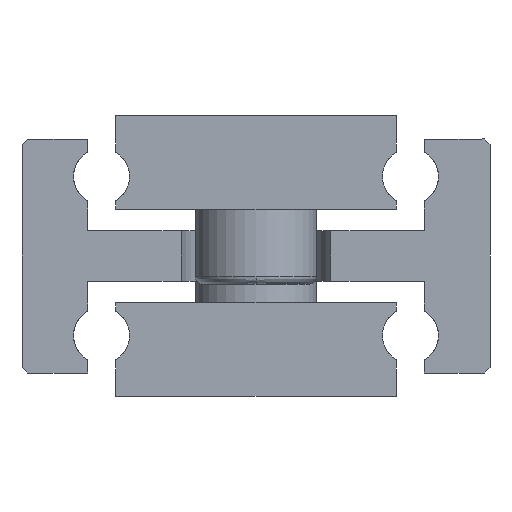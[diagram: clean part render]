
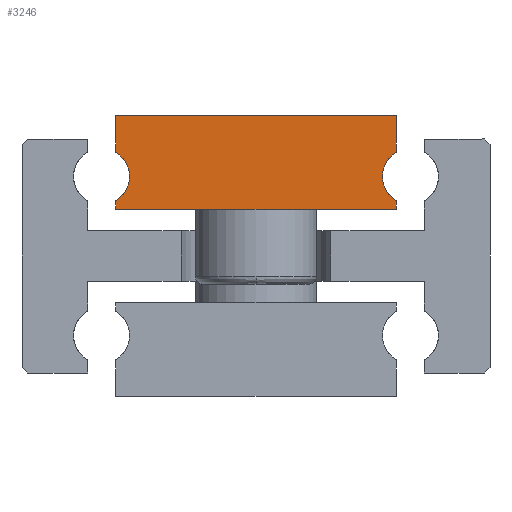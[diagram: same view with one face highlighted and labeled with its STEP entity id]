
A CAD part, front view. The second image highlights one B-rep face of the part: STEP entity #3246.
In plain terms, the highlighted planar face has unit normal (0, -1, 0).
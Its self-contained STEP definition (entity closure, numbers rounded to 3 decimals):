
#2082=CARTESIAN_POINT('',(-13.5,-250.0,0.));
#2083=VERTEX_POINT('',#2082);
#2092=CARTESIAN_POINT('',(-15.0,-250.0,2.598));
#2093=VERTEX_POINT('',#2092);
#2094=CARTESIAN_POINT('',(-16.5,-250.0,0.0));
#2095=DIRECTION('',(0.0,1.0,0.0));
#2096=DIRECTION('',(1.0,0.0,0.0));
#2097=AXIS2_PLACEMENT_3D('',#2094,#2095,#2096);
#2098=CIRCLE('',#2097,3.0);
#2099=EDGE_CURVE('',#2093,#2083,#2098,.T.);
#2231=CARTESIAN_POINT('',(15.0,-250.0,2.598));
#2232=VERTEX_POINT('',#2231);
#2239=CARTESIAN_POINT('',(13.5,-250.0,0.));
#2240=VERTEX_POINT('',#2239);
#2241=CARTESIAN_POINT('',(16.5,-250.0,0.0));
#2242=DIRECTION('',(0.0,1.0,0.0));
#2243=DIRECTION('',(1.0,0.0,0.0));
#2244=AXIS2_PLACEMENT_3D('',#2241,#2242,#2243);
#2245=CIRCLE('',#2244,3.0);
#2246=EDGE_CURVE('',#2240,#2232,#2245,.T.);
#2836=CARTESIAN_POINT('',(15.0,-250.0,6.5));
#2837=VERTEX_POINT('',#2836);
#2844=CARTESIAN_POINT('',(15.0,-250.0,6.5));
#2845=DIRECTION('',(0.0,0.0,-1.0));
#2846=VECTOR('',#2845,3.902);
#2847=LINE('',#2844,#2846);
#2848=EDGE_CURVE('',#2837,#2232,#2847,.T.);
#2861=CARTESIAN_POINT('',(15.0,-250.0,-2.598));
#2862=VERTEX_POINT('',#2861);
#2869=CARTESIAN_POINT('',(15.0,-250.0,-3.5));
#2870=VERTEX_POINT('',#2869);
#2871=CARTESIAN_POINT('',(15.0,-250.0,-2.598));
#2872=DIRECTION('',(0.0,0.0,-1.0));
#2873=VECTOR('',#2872,0.902);
#2874=LINE('',#2871,#2873);
#2875=EDGE_CURVE('',#2862,#2870,#2874,.T.);
#3007=CARTESIAN_POINT('',(16.5,-250.0,0.0));
#3008=DIRECTION('',(0.0,1.0,0.0));
#3009=DIRECTION('',(1.0,0.0,0.0));
#3010=AXIS2_PLACEMENT_3D('',#3007,#3008,#3009);
#3011=CIRCLE('',#3010,3.0);
#3012=EDGE_CURVE('',#2862,#2240,#3011,.T.);
#3047=CARTESIAN_POINT('',(-15.0,-250.0,-2.598));
#3048=VERTEX_POINT('',#3047);
#3055=CARTESIAN_POINT('',(-16.5,-250.0,0.0));
#3056=DIRECTION('',(0.0,1.0,0.0));
#3057=DIRECTION('',(1.0,0.0,0.0));
#3058=AXIS2_PLACEMENT_3D('',#3055,#3056,#3057);
#3059=CIRCLE('',#3058,3.0);
#3060=EDGE_CURVE('',#2083,#3048,#3059,.T.);
#3114=CARTESIAN_POINT('',(-15.0,-250.0,-3.5));
#3115=VERTEX_POINT('',#3114);
#3122=CARTESIAN_POINT('',(-15.0,-250.0,-3.5));
#3123=DIRECTION('',(0.0,0.0,1.0));
#3124=VECTOR('',#3123,0.902);
#3125=LINE('',#3122,#3124);
#3126=EDGE_CURVE('',#3115,#3048,#3125,.T.);
#3137=CARTESIAN_POINT('',(-15.,-250.0,6.5));
#3138=VERTEX_POINT('',#3137);
#3139=CARTESIAN_POINT('',(-15.0,-250.0,2.598));
#3140=DIRECTION('',(0.0,0.0,1.0));
#3141=VECTOR('',#3140,3.902);
#3142=LINE('',#3139,#3141);
#3143=EDGE_CURVE('',#2093,#3138,#3142,.T.);
#3162=CARTESIAN_POINT('',(15.0,-250.0,-3.5));
#3163=DIRECTION('',(-1.0,0.0,0.0));
#3164=VECTOR('',#3163,30.0);
#3165=LINE('',#3162,#3164);
#3166=EDGE_CURVE('',#2870,#3115,#3165,.T.);
#3199=CARTESIAN_POINT('',(-15.,-250.0,6.5));
#3200=DIRECTION('',(1.0,0.0,0.0));
#3201=VECTOR('',#3200,30.);
#3202=LINE('',#3199,#3201);
#3203=EDGE_CURVE('',#3138,#2837,#3202,.T.);
#3229=CARTESIAN_POINT('',(0.,-250.0,1.5));
#3230=DIRECTION('',(0.0,1.0,0.0));
#3231=DIRECTION('',(0.0,0.0,1.0));
#3232=AXIS2_PLACEMENT_3D('',#3229,#3230,#3231);
#3233=PLANE('',#3232);
#3234=ORIENTED_EDGE('',*,*,#3012,.T.);
#3235=ORIENTED_EDGE('',*,*,#2246,.T.);
#3236=ORIENTED_EDGE('',*,*,#2848,.F.);
#3237=ORIENTED_EDGE('',*,*,#3203,.F.);
#3238=ORIENTED_EDGE('',*,*,#3143,.F.);
#3239=ORIENTED_EDGE('',*,*,#2099,.T.);
#3240=ORIENTED_EDGE('',*,*,#3060,.T.);
#3241=ORIENTED_EDGE('',*,*,#3126,.F.);
#3242=ORIENTED_EDGE('',*,*,#3166,.F.);
#3243=ORIENTED_EDGE('',*,*,#2875,.F.);
#3244=EDGE_LOOP('',(#3234,#3235,#3236,#3237,#3238,#3239,#3240,#3241,#3242,#3243));
#3245=FACE_OUTER_BOUND('',#3244,.T.);
#3246=ADVANCED_FACE('',(#3245),#3233,.F.);
